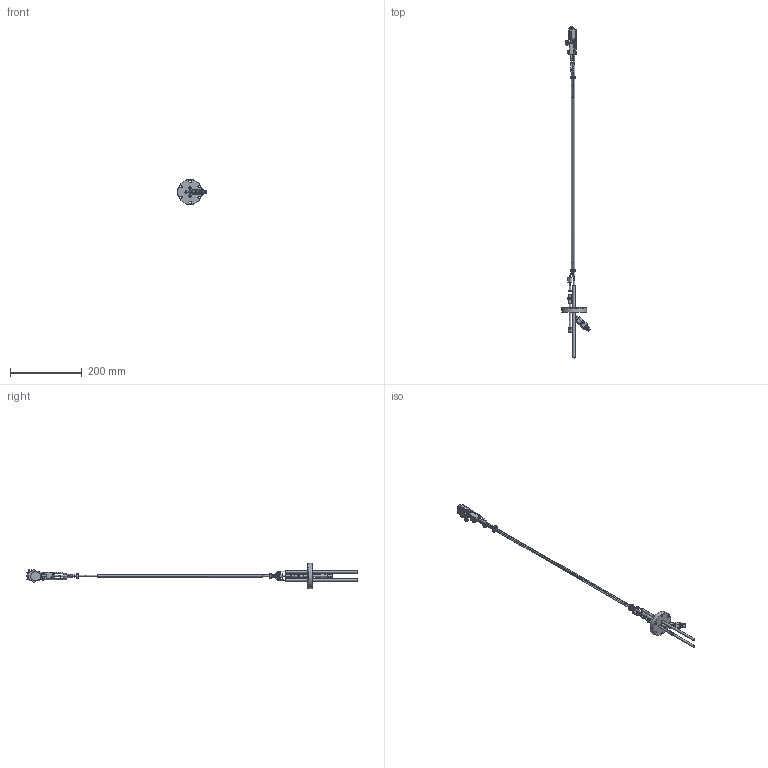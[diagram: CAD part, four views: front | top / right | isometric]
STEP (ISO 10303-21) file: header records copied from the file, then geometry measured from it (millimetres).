
FILE_DESCRIPTION(/* description */ ('UHV Bakeable Sensor, Shutter (BK-A1F)'),/* implementation_level */ '2;1');
FILE_NAME(/* name */ 'BK-A1F - UHV Bakeable Sensor, Shutter (Outline Model rev.A).stp',/* time_stamp */ '2020-05-03T16:13:56-04:00',/* author */ ('Joel Plasencia'),/* organization */ ('INFICON'),/* preprocessor_version */ 'ST-DEVELOPER v16',/* originating_system */ 'SIEMENS PLM Software NX 10.0',/* authorisation */ 'Copyright© 2020 INFICON - ALL RIGHTS RESERVED');
FILE_SCHEMA (('AUTOMOTIVE_DESIGN { 1 0 10303 214 3 1 1 1 }'));
Length unit declared in the file: inch
Products named in the file (1): BK-A1F_A
Bounding box: 80.65 x 924.74 x 69.85 mm (x, y, z)
Volume: 113139 mm3; surface area: 89699.2 mm2
Topology: 17 solids, 22 shells, 1216 faces, 3026 edges, 1919 vertices
Faces by surface type: plane 565, cylinder 365, cone 161, torus 89, bspline 29, extrusion 5, revolution 2
Full cylindrical faces by diameter (mm): 1.499 x4, 1.524 x1, 1.575 x7, 1.587 x2, 2.184 x2, 2.261 x2, 2.286 x3, 2.325 x1, 2.362 x6, 2.38 x1, 2.388 x1, 2.438 x1, 2.845 x3, 3.048 x11, 3.175 x19, 3.251 x2, 3.302 x2, 3.34 x2, 3.454 x1, 3.734 x1, 3.962 x3, 4.648 x10, 4.699 x1, 4.75 x3, 4.762 x2, 4.775 x1, 4.839 x1, 4.851 x1, 5.41 x1, 5.461 x4
Entity records: 36868 total; most frequent: CARTESIAN_POINT 9133, DIRECTION 5723, ORIENTED_EDGE 5448, EDGE_CURVE 2724, AXIS2_PLACEMENT_3D 2186, VERTEX_POINT 1854, EDGE_LOOP 1601, VECTOR 1349
